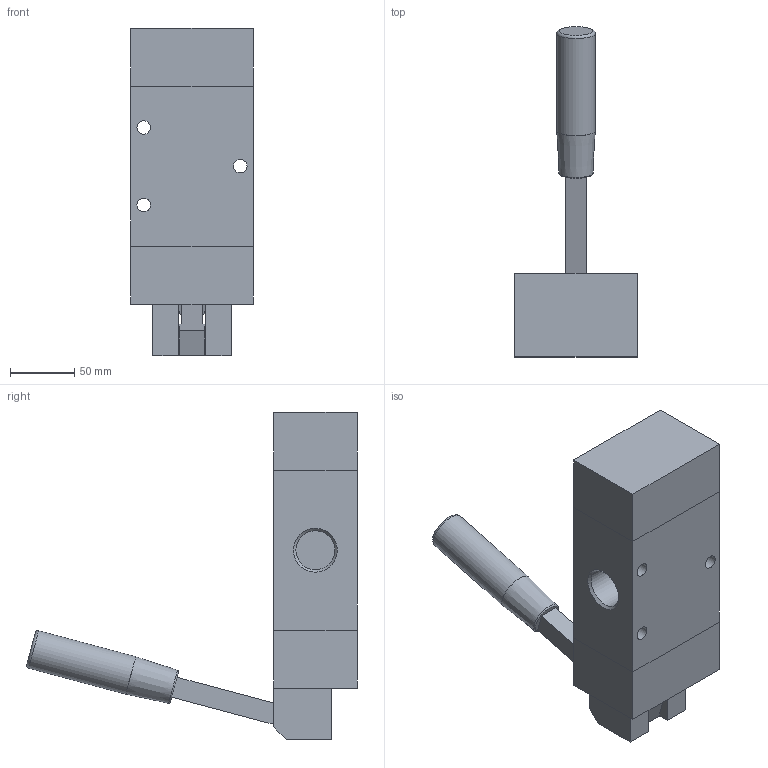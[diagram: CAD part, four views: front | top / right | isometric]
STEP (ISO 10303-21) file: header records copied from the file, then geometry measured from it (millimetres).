
FILE_DESCRIPTION((''),'2;1');
FILE_NAME('211_32_9.stp','2006-12-19T11:32:05',('rivolro1'),(''),'Autodesk Inventor 11','Autodesk Inventor 11','');
FILE_SCHEMA(('AUTOMOTIVE_DESIGN { 1 0 10303 214 1 1 1 1 }'));
Length unit declared in the file: millimetre
Products named in the file (3): 211_32_9; 211_32_9(A); 211_32_9(B)
Assembly tree (2 placements, depth 2):
  211_32_9
    211_32_9(A)
    211_32_9(B)
Bounding box: 95 x 256.51 x 254 mm (x, y, z)
Volume: 1432290.6 mm3; surface area: 124106.2 mm2
Topology: 2 solids, 2 shells, 62 faces, 134 edges, 87 vertices
Faces by surface type: plane 42, bspline 9, cylinder 7, torus 3, cone 1
Full cylindrical faces by diameter (mm): 8 x3, 10.5 x3, 30 x1
Entity records: 1761 total; most frequent: CARTESIAN_POINT 382, DIRECTION 260, ORIENTED_EDGE 234, EDGE_CURVE 117, EDGE_LOOP 98, VECTOR 90, LINE 90, VERTEX_POINT 87
